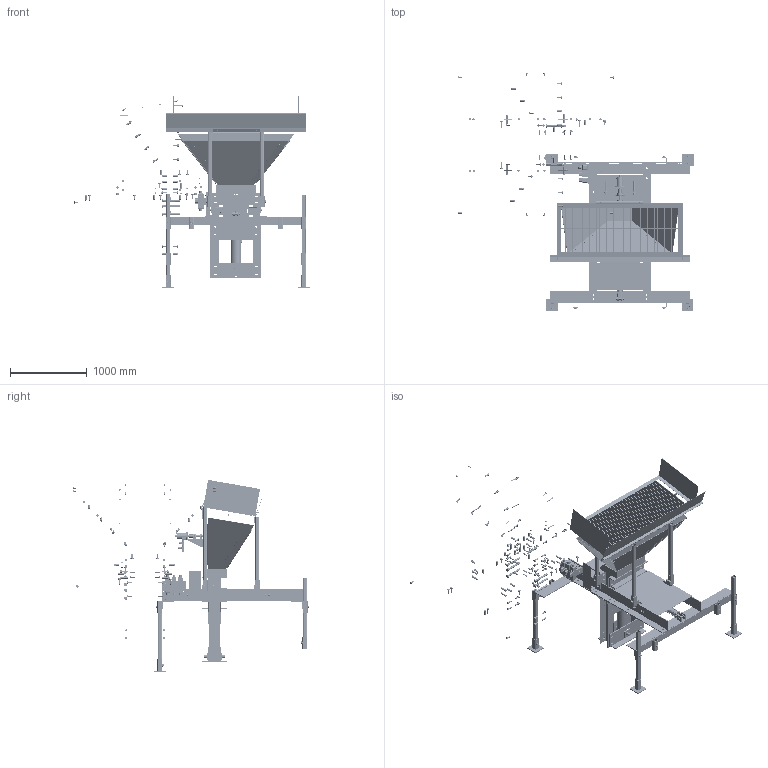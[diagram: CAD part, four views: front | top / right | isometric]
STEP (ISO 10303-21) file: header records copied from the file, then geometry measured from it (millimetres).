
FILE_DESCRIPTION(/* description */ ('Alibre Inc.'),/* implementation_level */ '2;1');
FILE_NAME(/* name */ 'export0',/* time_stamp */ '2014-04-08T01:45:34-05:00',/* author */ (''),/* organization */ (''),/* preprocessor_version */ 'ST-DEVELOPER v14',/* originating_system */ 'Alibre',/* authorisation */ '');
FILE_SCHEMA (('CONFIG_CONTROL_DESIGN'));
Products named in the file (164): ID_1; ID_2; ID_3; ID_4; ID_5; ID_6; ID_7; ID_8; ID_9; ID_10; ID_11; ID_12; ID_13; ID_14; ID_15; ID_16; ID_17; ID_18; ID_19; ID_20; ID_21; 97245A521; ID_22; ID_23; ID_24; ID_25; ID_26; ID_27; ID_28; ID_29; ID_30; ID_31; ID_32; ID_33; ID_34; ID_35; ID_36; ID_37; ID_38; ID_39 ...
Bounding box: 3061.84 x 3094.09 x 2503.95 mm (x, y, z)
Volume: 182135679.2 mm3; surface area: 52504876.4 mm2
Topology: 707 solids, 707 shells, 12111 faces, 29189 edges, 18779 vertices
Faces by surface type: plane 8058, cylinder 2208, cone 1710, torus 75, bspline 52, sphere 8
Full cylindrical faces by diameter (mm): 6.35 x4, 8.001 x4, 10.356 x10, 12.7 x14, 13.244 x16, 13.494 x32, 13.619 x4, 14.287 x6, 14.288 x2, 15.875 x16, 16.256 x2, 19.05 x8, 19.304 x2, 20.32 x6, 20.637 x24, 20.638 x34, 25.4 x74, 25.527 x30, 27.94 x4, 31.75 x8, 34.925 x8, 53.975 x2
Entity records: 157142 total; most frequent: CARTESIAN_POINT 34456, ORIENTED_EDGE 19572, DIRECTION 17920, EDGE_CURVE 9785, AXIS2_PLACEMENT_3D 6823, VECTOR 6638, LINE 6638, VERTEX_POINT 6463
